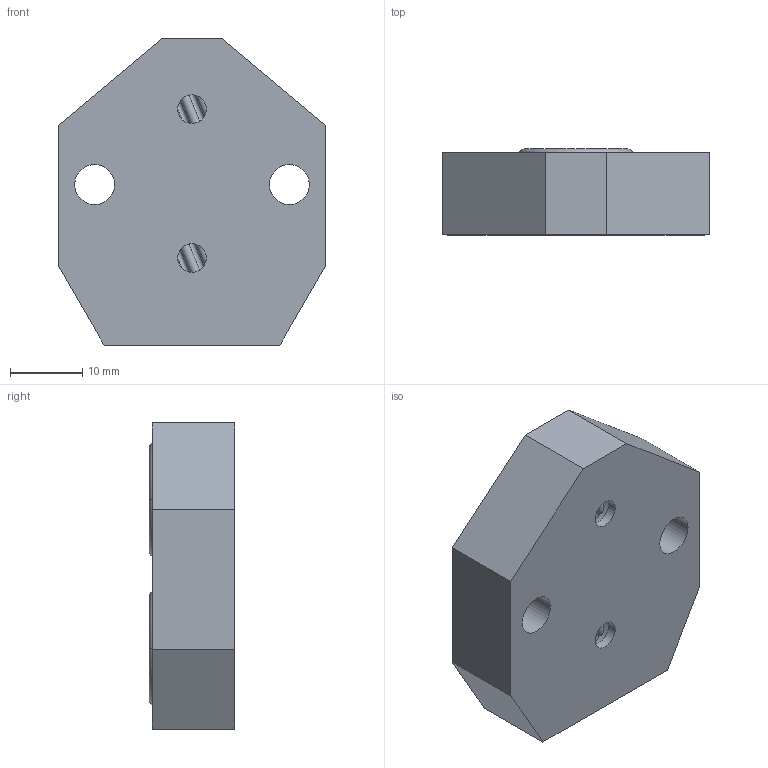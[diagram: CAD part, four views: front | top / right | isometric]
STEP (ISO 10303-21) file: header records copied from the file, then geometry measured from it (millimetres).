
FILE_DESCRIPTION((''),'2;1');
FILE_NAME('ILC70842770','2025-08-21T10:32:16',('JHuber'),(''),'CREO PARAMETRIC BY PTC INC, 2021164','CREO PARAMETRIC BY PTC INC, 2021164','');
FILE_SCHEMA(('AUTOMOTIVE_DESIGN { 1 0 10303 214 1 1 1 1 }'));
Length unit declared in the file: inch
Products named in the file (1): ILC70842770
Bounding box: 37.08 x 11.89 x 42.42 mm (x, y, z)
Volume: 13206 mm3; surface area: 6784.1 mm2
Topology: 1 solids, 1 shells, 482 faces, 1666 edges, 1060 vertices
Faces by surface type: cylinder 300, plane 178, torus 4
Entity records: 22978 total; most frequent: CARTESIAN_POINT 4652, DIRECTION 3405, ORIENTED_EDGE 3332, EDGE_CURVE 1666, AXIS2_PLACEMENT_3D 1376, VERTEX_POINT 1060, CIRCLE 884, VECTOR 650
